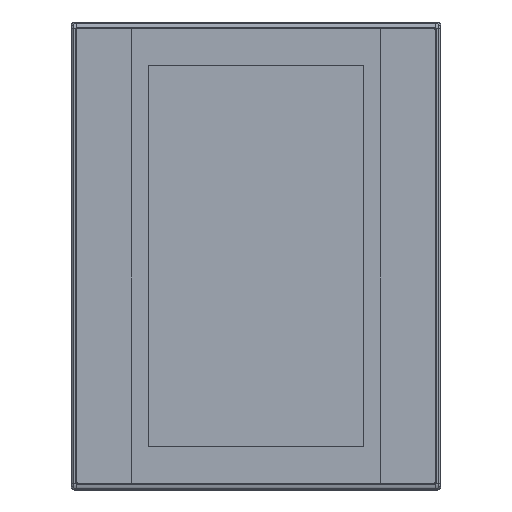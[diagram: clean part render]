
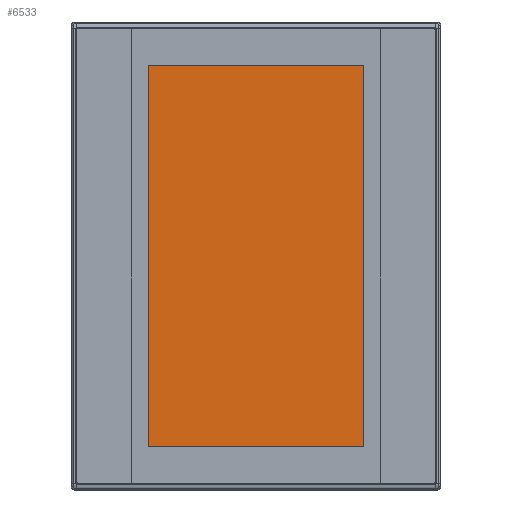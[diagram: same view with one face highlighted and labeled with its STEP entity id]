
A CAD part, top view. The second image highlights one B-rep face of the part: STEP entity #6533.
In plain terms, the highlighted planar face has unit normal (0, 0, 1).
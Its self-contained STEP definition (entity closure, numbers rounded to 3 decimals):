
#6533=ADVANCED_FACE('',(#14419),#11123,.F.);
#11123=PLANE('',#92812);
#14419=FACE_OUTER_BOUND('',#18805,.T.);
#18805=EDGE_LOOP('',(#23825,#23826,#23827,#23828));
#23825=ORIENTED_EDGE('',*,*,#60569,.F.);
#23826=ORIENTED_EDGE('',*,*,#60573,.F.);
#23827=ORIENTED_EDGE('',*,*,#60574,.F.);
#23828=ORIENTED_EDGE('',*,*,#60571,.F.);
#51204=VERTEX_POINT('',#119280);
#51206=VERTEX_POINT('',#119284);
#51208=VERTEX_POINT('',#119290);
#51209=VERTEX_POINT('',#119294);
#60569=EDGE_CURVE('',#51206,#51204,#74262,.T.);
#60571=EDGE_CURVE('',#51204,#51208,#74264,.T.);
#60573=EDGE_CURVE('',#51209,#51206,#74266,.T.);
#60574=EDGE_CURVE('',#51208,#51209,#74267,.T.);
#74262=LINE('',#119285,#83537);
#74264=LINE('',#119289,#83539);
#74266=LINE('',#119293,#83541);
#74267=LINE('',#119295,#83542);
#83537=VECTOR('',#98545,1.);
#83539=VECTOR('',#98549,1.);
#83541=VECTOR('',#98553,1.);
#83542=VECTOR('',#98554,1.);
#92812=AXIS2_PLACEMENT_3D('',#119296,#98555,#98556);
#98545=DIRECTION('',(-1.,0.,0.));
#98549=DIRECTION('',(0.,1.,0.));
#98553=DIRECTION('',(0.,-1.,0.));
#98554=DIRECTION('',(1.,0.,0.));
#98555=DIRECTION('',(0.,0.,-1.));
#98556=DIRECTION('',(0.,1.,0.));
#119280=CARTESIAN_POINT('',(-63.64,-112.36,5.928));
#119284=CARTESIAN_POINT('',(63.64,-112.36,5.928));
#119285=CARTESIAN_POINT('',(106.512,-112.36,5.928));
#119289=CARTESIAN_POINT('',(-63.64,133.855,5.928));
#119290=CARTESIAN_POINT('',(-63.64,112.36,5.928));
#119293=CARTESIAN_POINT('',(63.64,133.855,5.928));
#119294=CARTESIAN_POINT('',(63.64,112.36,5.928));
#119295=CARTESIAN_POINT('',(106.512,112.36,5.928));
#119296=CARTESIAN_POINT('',(106.512,133.855,5.928));
